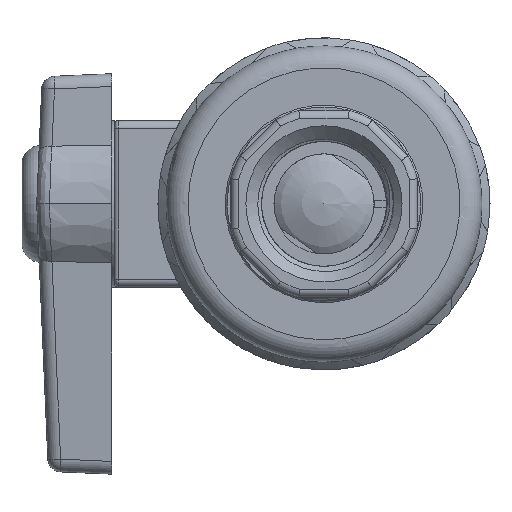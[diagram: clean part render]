
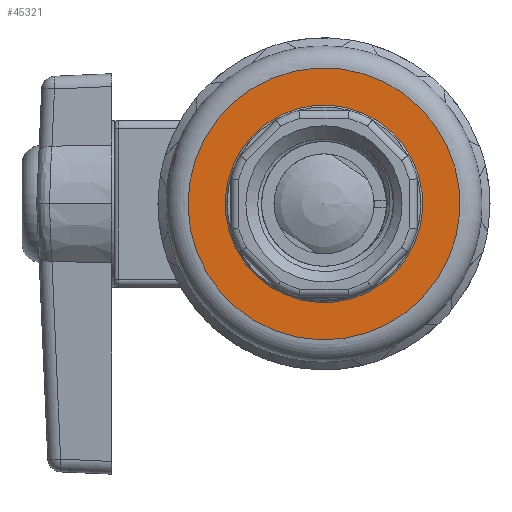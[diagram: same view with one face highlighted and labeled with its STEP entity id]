
A CAD part, left-side view. The second image highlights one B-rep face of the part: STEP entity #45321.
In plain terms, the highlighted face is planar.
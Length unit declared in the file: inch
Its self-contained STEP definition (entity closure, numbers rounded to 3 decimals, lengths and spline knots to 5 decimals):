
#45262=CARTESIAN_POINT('',(0.,1.01876,0.0));
#45263=VERTEX_POINT('',#45262);
#45264=CARTESIAN_POINT('',(0.,0.0,0.0));
#45265=DIRECTION('',(1.0,0.0,0.0));
#45266=DIRECTION('',(0.0,1.0,0.0));
#45267=AXIS2_PLACEMENT_3D('',#45264,#45265,#45266);
#45268=CIRCLE('',#45267,1.01876);
#45269=EDGE_CURVE('',#45263,#45263,#45268,.T.);
#45302=CARTESIAN_POINT('',(0.,0.8225,0.0));
#45303=DIRECTION('',(1.0,0.0,0.0));
#45304=DIRECTION('',(0.0,0.0,-1.0));
#45305=AXIS2_PLACEMENT_3D('',#45302,#45303,#45304);
#45306=PLANE('',#45305);
#45307=ORIENTED_EDGE('',*,*,#45269,.T.);
#45308=EDGE_LOOP('',(#45307));
#45309=FACE_OUTER_BOUND('',#45308,.T.);
#45310=CARTESIAN_POINT('',(0.,0.74,0.0));
#45311=VERTEX_POINT('',#45310);
#45312=CARTESIAN_POINT('',(0.,0.0,0.0));
#45313=DIRECTION('',(1.0,0.0,0.0));
#45314=DIRECTION('',(0.0,1.0,0.0));
#45315=AXIS2_PLACEMENT_3D('',#45312,#45313,#45314);
#45316=CIRCLE('',#45315,0.74);
#45317=EDGE_CURVE('',#45311,#45311,#45316,.T.);
#45318=ORIENTED_EDGE('',*,*,#45317,.F.);
#45319=EDGE_LOOP('',(#45318));
#45320=FACE_BOUND('',#45319,.T.);
#45321=ADVANCED_FACE('',(#45309,#45320),#45306,.T.);
